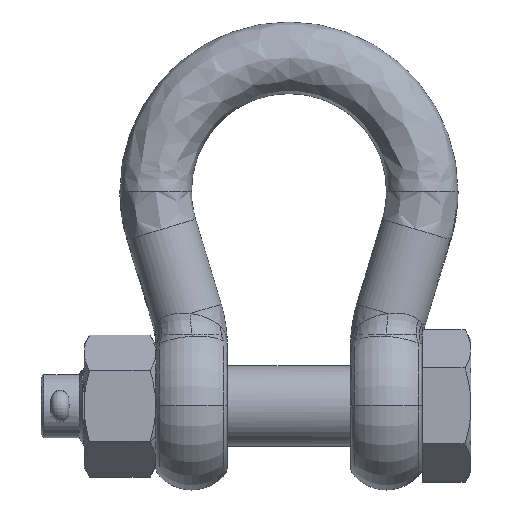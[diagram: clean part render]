
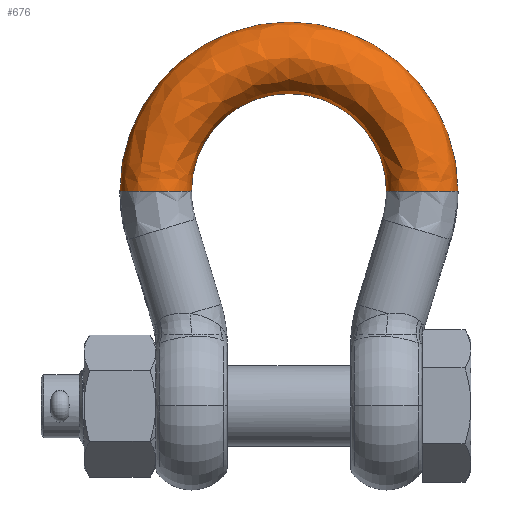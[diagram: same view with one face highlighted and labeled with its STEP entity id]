
A CAD part, top view. The second image highlights one B-rep face of the part: STEP entity #676.
In plain terms, the highlighted free-form (B-spline) face has degree [3, 3] with [4, 4] control points.
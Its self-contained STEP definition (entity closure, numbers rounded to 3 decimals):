
#676=ADVANCED_FACE('NONE',(#1989),#1990,.F.);
#1989=FACE_OUTER_BOUND('',#13234,.T.);
#1990=(B_SPLINE_SURFACE(3,3,((#13236,#13237,#13238,#13239),(#13240,#13241,#13242,#13243),(#13244,#13245,#13246,#13247),(#13248,#13249,#13250,#13251)),.UNSPECIFIED.,.F.,.F.,.F.)B_SPLINE_SURFACE_WITH_KNOTS((4,4),(4,4),(0.0,1.0),(0.0,1.0),.UNSPECIFIED.)RATIONAL_B_SPLINE_SURFACE(((1.0,0.333,0.333,1.0),(0.333,0.111,0.111,0.333),(0.333,0.111,0.111,0.333),(1.0,0.333,0.333,1.0)))BOUNDED_SURFACE()REPRESENTATION_ITEM('')GEOMETRIC_REPRESENTATION_ITEM()SURFACE());
#13234=EDGE_LOOP('',(#18783,#18784,#18785,#18786));
#13236=CARTESIAN_POINT('',(-34.0,75.0,0.));
#13237=CARTESIAN_POINT('',(-34.0,143.0,0.));
#13238=CARTESIAN_POINT('',(34.0,143.0,0.));
#13239=CARTESIAN_POINT('',(34.0,75.0,0.));
#13240=CARTESIAN_POINT('',(-34.0,75.0,25.0));
#13241=CARTESIAN_POINT('',(-34.0,143.0,25.0));
#13242=CARTESIAN_POINT('',(34.0,143.0,25.0));
#13243=CARTESIAN_POINT('',(34.0,75.0,25.0));
#13244=CARTESIAN_POINT('',(-59.0,75.0,25.0));
#13245=CARTESIAN_POINT('',(-59.0,193.0,25.0));
#13246=CARTESIAN_POINT('',(59.,193.0,25.0));
#13247=CARTESIAN_POINT('',(59.0,75.0,25.0));
#13248=CARTESIAN_POINT('',(-59.0,75.0,0.));
#13249=CARTESIAN_POINT('',(-59.0,193.0,0.));
#13250=CARTESIAN_POINT('',(59.,193.0,0.));
#13251=CARTESIAN_POINT('',(59.0,75.0,0.));
#18783=ORIENTED_EDGE('',*,*,#21440,.T.);
#18784=ORIENTED_EDGE('',*,*,#21420,.F.);
#18785=ORIENTED_EDGE('',*,*,#21269,.F.);
#18786=ORIENTED_EDGE('',*,*,#21419,.F.);
#21269=EDGE_CURVE('NONE',#24229,#24228,#24249,.T.);
#21419=EDGE_CURVE('NONE',#24503,#24229,#24505,.T.);
#21420=EDGE_CURVE('NONE',#24228,#24502,#24506,.T.);
#21440=EDGE_CURVE('NONE',#24503,#24502,#24536,.T.);
#24228=VERTEX_POINT('NONE',#35833);
#24229=VERTEX_POINT('NONE',#35834);
#24249=CIRCLE('',#35869,12.5);
#24502=VERTEX_POINT('NONE',#36620);
#24503=VERTEX_POINT('NONE',#36621);
#24505=CIRCLE('',#36623,34.0);
#24506=CIRCLE('',#36624,59.0);
#24536=CIRCLE('',#36691,12.5);
#35833=CARTESIAN_POINT('',(-59.,75.0,0.));
#35834=CARTESIAN_POINT('',(-34.,75.,0.));
#35869=AXIS2_PLACEMENT_3D('',#38596,#38597,#38598);
#36620=CARTESIAN_POINT('',(59.0,75.0,0.));
#36621=CARTESIAN_POINT('',(34.0,75.0,0.));
#36623=AXIS2_PLACEMENT_3D('',#38684,#38685,#38686);
#36624=AXIS2_PLACEMENT_3D('',#38687,#38688,#38689);
#36691=AXIS2_PLACEMENT_3D('',#38705,#38706,#38707);
#38596=CARTESIAN_POINT('',(-46.5,75.0,0.));
#38597=DIRECTION('',(0.0,-1.0,0.0));
#38598=DIRECTION('',(0.0,0.0,-1.0));
#38684=CARTESIAN_POINT('',(0.0,75.0,0.));
#38685=DIRECTION('',(0.0,0.0,1.0));
#38686=DIRECTION('',(-1.0,0.0,0.0));
#38687=CARTESIAN_POINT('',(0.0,75.0,0.));
#38688=DIRECTION('',(0.0,0.0,-1.0));
#38689=DIRECTION('',(-1.0,0.0,0.0));
#38705=CARTESIAN_POINT('',(46.5,75.0,0.));
#38706=DIRECTION('',(0.0,1.0,-0.0));
#38707=DIRECTION('',(0.0,0.0,1.0));
